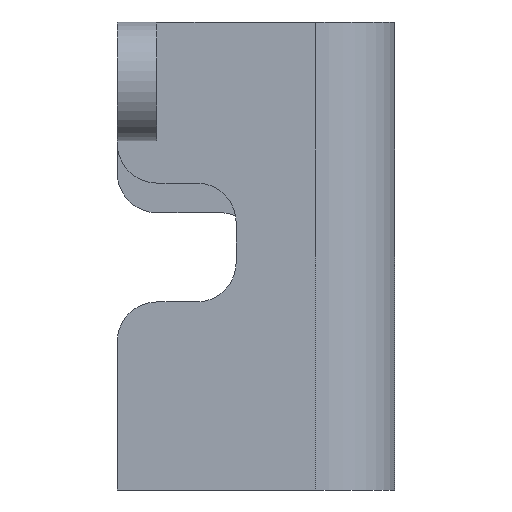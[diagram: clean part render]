
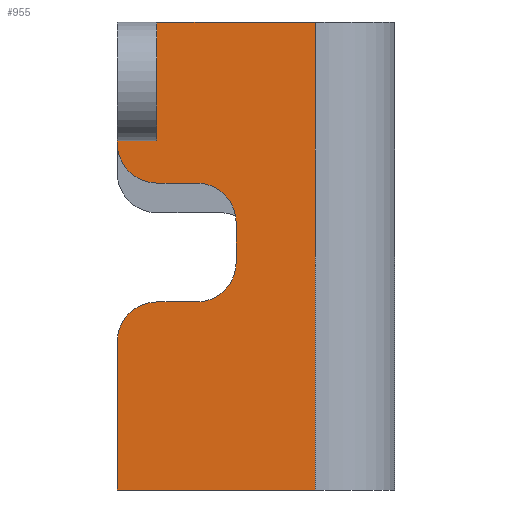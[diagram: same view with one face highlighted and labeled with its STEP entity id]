
A CAD part, left-side view. The second image highlights one B-rep face of the part: STEP entity #955.
In plain terms, the highlighted planar face has unit normal (-1, 0, 0).
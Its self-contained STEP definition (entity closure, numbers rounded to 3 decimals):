
#35=PLANE('',#1042);
#71=FACE_OUTER_BOUND('',#120,.T.);
#120=EDGE_LOOP('',(#746,#747,#748,#749,#750,#751,#752,#753,#754,#755,#756,
#757,#758,#759));
#170=LINE('',#1427,#265);
#212=LINE('',#1537,#307);
#215=LINE('',#1543,#310);
#216=LINE('',#1545,#311);
#217=LINE('',#1547,#312);
#218=LINE('',#1549,#313);
#219=LINE('',#1551,#314);
#220=LINE('',#1553,#315);
#221=LINE('',#1557,#316);
#222=LINE('',#1561,#317);
#265=VECTOR('',#1136,10.);
#307=VECTOR('',#1236,10.);
#310=VECTOR('',#1241,10.);
#311=VECTOR('',#1242,10.);
#312=VECTOR('',#1243,10.);
#313=VECTOR('',#1244,10.);
#314=VECTOR('',#1245,10.);
#315=VECTOR('',#1246,10.);
#316=VECTOR('',#1249,10.);
#317=VECTOR('',#1252,10.);
#371=CIRCLE('',#1039,5.);
#373=CIRCLE('',#1043,5.);
#374=CIRCLE('',#1044,5.);
#375=CIRCLE('',#1045,5.);
#413=VERTEX_POINT('',#1425);
#414=VERTEX_POINT('',#1426);
#451=VERTEX_POINT('',#1530);
#453=VERTEX_POINT('',#1536);
#455=VERTEX_POINT('',#1542);
#456=VERTEX_POINT('',#1544);
#457=VERTEX_POINT('',#1546);
#458=VERTEX_POINT('',#1548);
#459=VERTEX_POINT('',#1550);
#460=VERTEX_POINT('',#1552);
#461=VERTEX_POINT('',#1554);
#462=VERTEX_POINT('',#1556);
#463=VERTEX_POINT('',#1558);
#464=VERTEX_POINT('',#1560);
#510=EDGE_CURVE('',#413,#414,#170,.T.);
#563=EDGE_CURVE('',#414,#451,#371,.T.);
#566=EDGE_CURVE('',#453,#451,#212,.T.);
#569=EDGE_CURVE('',#455,#413,#215,.T.);
#570=EDGE_CURVE('',#456,#455,#216,.T.);
#571=EDGE_CURVE('',#457,#456,#217,.T.);
#572=EDGE_CURVE('',#457,#458,#218,.T.);
#573=EDGE_CURVE('',#458,#459,#219,.T.);
#574=EDGE_CURVE('',#460,#459,#220,.T.);
#575=EDGE_CURVE('',#461,#460,#373,.T.);
#576=EDGE_CURVE('',#461,#462,#221,.T.);
#577=EDGE_CURVE('',#463,#462,#374,.T.);
#578=EDGE_CURVE('',#463,#464,#222,.T.);
#579=EDGE_CURVE('',#453,#464,#375,.T.);
#746=ORIENTED_EDGE('',*,*,#563,.F.);
#747=ORIENTED_EDGE('',*,*,#510,.F.);
#748=ORIENTED_EDGE('',*,*,#569,.F.);
#749=ORIENTED_EDGE('',*,*,#570,.F.);
#750=ORIENTED_EDGE('',*,*,#571,.F.);
#751=ORIENTED_EDGE('',*,*,#572,.T.);
#752=ORIENTED_EDGE('',*,*,#573,.T.);
#753=ORIENTED_EDGE('',*,*,#574,.F.);
#754=ORIENTED_EDGE('',*,*,#575,.F.);
#755=ORIENTED_EDGE('',*,*,#576,.T.);
#756=ORIENTED_EDGE('',*,*,#577,.F.);
#757=ORIENTED_EDGE('',*,*,#578,.T.);
#758=ORIENTED_EDGE('',*,*,#579,.F.);
#759=ORIENTED_EDGE('',*,*,#566,.T.);
#955=ADVANCED_FACE('',(#71),#35,.T.);
#1039=AXIS2_PLACEMENT_3D('',#1531,#1229,#1230);
#1042=AXIS2_PLACEMENT_3D('',#1541,#1239,#1240);
#1043=AXIS2_PLACEMENT_3D('',#1555,#1247,#1248);
#1044=AXIS2_PLACEMENT_3D('',#1559,#1250,#1251);
#1045=AXIS2_PLACEMENT_3D('',#1562,#1253,#1254);
#1136=DIRECTION('',(0.,0.,1.));
#1229=DIRECTION('center_axis',(1.,0.,0.));
#1230=DIRECTION('ref_axis',(0.,0.707,0.707));
#1236=DIRECTION('',(0.,1.,0.));
#1239=DIRECTION('center_axis',(-1.,0.,0.));
#1240=DIRECTION('ref_axis',(0.,-1.,0.));
#1241=DIRECTION('',(0.,1.,0.));
#1242=DIRECTION('',(0.,0.,-1.));
#1243=DIRECTION('',(0.,-1.,0.));
#1244=DIRECTION('',(0.,0.,-1.));
#1245=DIRECTION('',(0.,1.,0.));
#1246=DIRECTION('',(0.,0.,1.));
#1247=DIRECTION('center_axis',(1.,0.,0.));
#1248=DIRECTION('ref_axis',(0.,0.707,-0.707));
#1249=DIRECTION('',(0.,-1.,0.));
#1250=DIRECTION('center_axis',(-1.,0.,0.));
#1251=DIRECTION('ref_axis',(0.,-0.707,0.707));
#1252=DIRECTION('',(0.,0.,-1.));
#1253=DIRECTION('center_axis',(-1.,0.,0.));
#1254=DIRECTION('ref_axis',(0.,-0.707,-0.707));
#1425=CARTESIAN_POINT('',(12.5,17.5,0.));
#1426=CARTESIAN_POINT('',(12.5,17.5,18.703));
#1427=CARTESIAN_POINT('',(12.5,17.5,2.));
#1530=CARTESIAN_POINT('',(12.5,12.5,23.703));
#1531=CARTESIAN_POINT('Origin',(12.5,12.5,18.703));
#1536=CARTESIAN_POINT('',(12.5,7.5,23.703));
#1537=CARTESIAN_POINT('',(12.5,10.,23.703));
#1541=CARTESIAN_POINT('Origin',(12.5,17.5,4.));
#1542=CARTESIAN_POINT('',(12.5,-7.5,0.));
#1543=CARTESIAN_POINT('',(12.5,8.75,0.));
#1544=CARTESIAN_POINT('',(12.5,-7.5,59.));
#1545=CARTESIAN_POINT('',(12.5,-7.5,2.));
#1546=CARTESIAN_POINT('',(12.5,12.5,59.));
#1547=CARTESIAN_POINT('',(12.5,-17.5,59.));
#1548=CARTESIAN_POINT('',(12.5,12.5,44.));
#1549=CARTESIAN_POINT('',(12.5,12.5,27.75));
#1550=CARTESIAN_POINT('',(12.5,17.5,44.));
#1551=CARTESIAN_POINT('',(12.5,17.5,44.));
#1552=CARTESIAN_POINT('',(12.5,17.5,43.703));
#1553=CARTESIAN_POINT('',(12.5,17.5,4.));
#1554=CARTESIAN_POINT('',(12.5,12.5,38.703));
#1555=CARTESIAN_POINT('Origin',(12.5,12.5,43.703));
#1556=CARTESIAN_POINT('',(12.5,7.5,38.703));
#1557=CARTESIAN_POINT('',(12.5,17.5,38.703));
#1558=CARTESIAN_POINT('',(12.5,2.5,33.703));
#1559=CARTESIAN_POINT('Origin',(12.5,7.5,33.703));
#1560=CARTESIAN_POINT('',(12.5,2.5,28.703));
#1561=CARTESIAN_POINT('',(12.5,2.5,21.351));
#1562=CARTESIAN_POINT('Origin',(12.5,7.5,28.703));
